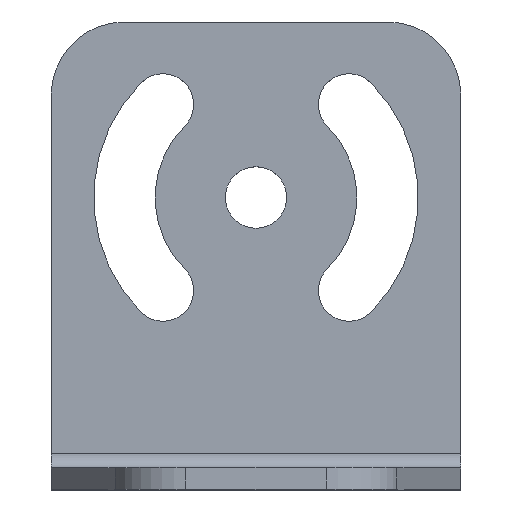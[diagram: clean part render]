
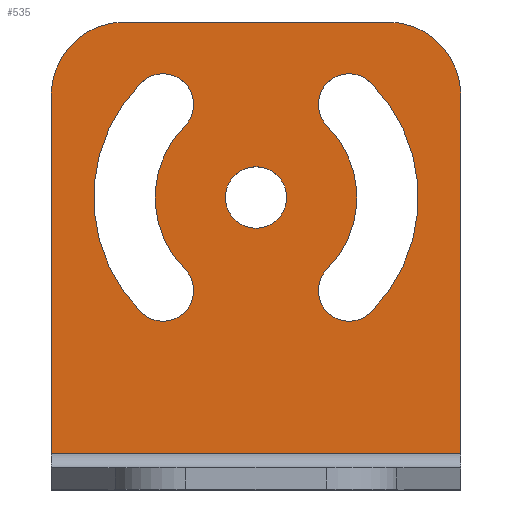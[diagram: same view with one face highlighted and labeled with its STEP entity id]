
A CAD part, top view. The second image highlights one B-rep face of the part: STEP entity #535.
In plain terms, the highlighted planar face has unit normal (0, 0, 1).
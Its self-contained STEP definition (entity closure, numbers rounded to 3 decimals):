
#55=CIRCLE('',#589,2.1);
#56=CIRCLE('',#591,11.1);
#57=CIRCLE('',#593,2.1);
#58=CIRCLE('',#595,2.1);
#59=CIRCLE('',#597,11.1);
#60=CIRCLE('',#599,2.1);
#61=CIRCLE('',#601,6.9);
#62=CIRCLE('',#603,6.9);
#63=CIRCLE('',#605,2.1);
#64=CIRCLE('',#607,5.);
#65=CIRCLE('',#608,5.);
#163=ORIENTED_EDGE('',*,*,#264,.T.);
#164=ORIENTED_EDGE('',*,*,#283,.T.);
#165=ORIENTED_EDGE('',*,*,#246,.T.);
#166=ORIENTED_EDGE('',*,*,#284,.F.);
#167=ORIENTED_EDGE('',*,*,#245,.T.);
#168=ORIENTED_EDGE('',*,*,#285,.T.);
#169=ORIENTED_EDGE('',*,*,#282,.T.);
#170=ORIENTED_EDGE('',*,*,#274,.T.);
#171=ORIENTED_EDGE('',*,*,#277,.T.);
#172=ORIENTED_EDGE('',*,*,#279,.T.);
#173=ORIENTED_EDGE('',*,*,#281,.T.);
#174=ORIENTED_EDGE('',*,*,#267,.T.);
#175=ORIENTED_EDGE('',*,*,#270,.T.);
#176=ORIENTED_EDGE('',*,*,#272,.T.);
#177=ORIENTED_EDGE('',*,*,#280,.T.);
#245=EDGE_CURVE('',#308,#311,#359,.T.);
#246=EDGE_CURVE('',#312,#313,#360,.T.);
#264=EDGE_CURVE('',#328,#327,#367,.T.);
#267=EDGE_CURVE('',#330,#329,#55,.T.);
#270=EDGE_CURVE('',#329,#331,#56,.T.);
#272=EDGE_CURVE('',#331,#332,#57,.T.);
#274=EDGE_CURVE('',#334,#333,#58,.T.);
#277=EDGE_CURVE('',#333,#335,#59,.T.);
#279=EDGE_CURVE('',#335,#336,#60,.T.);
#280=EDGE_CURVE('',#332,#330,#61,.T.);
#281=EDGE_CURVE('',#336,#334,#62,.T.);
#282=EDGE_CURVE('',#337,#337,#63,.T.);
#283=EDGE_CURVE('',#327,#312,#64,.T.);
#284=EDGE_CURVE('',#308,#313,#377,.T.);
#285=EDGE_CURVE('',#311,#328,#65,.T.);
#308=VERTEX_POINT('',#839);
#311=VERTEX_POINT('',#847);
#312=VERTEX_POINT('',#851);
#313=VERTEX_POINT('',#852);
#327=VERTEX_POINT('',#885);
#328=VERTEX_POINT('',#887);
#329=VERTEX_POINT('',#891);
#330=VERTEX_POINT('',#893);
#331=VERTEX_POINT('',#897);
#332=VERTEX_POINT('',#901);
#333=VERTEX_POINT('',#905);
#334=VERTEX_POINT('',#907);
#335=VERTEX_POINT('',#911);
#336=VERTEX_POINT('',#915);
#337=VERTEX_POINT('',#923);
#359=LINE('',#848,#401);
#360=LINE('',#850,#402);
#367=LINE('',#886,#409);
#377=LINE('',#926,#419);
#401=VECTOR('',#674,1000.);
#402=VECTOR('',#677,1000.);
#409=VECTOR('',#710,1000.);
#419=VECTOR('',#760,1000.);
#447=EDGE_LOOP('',(#163,#164,#165,#166,#167,#168));
#448=EDGE_LOOP('',(#169));
#449=EDGE_LOOP('',(#170,#171,#172,#173));
#450=EDGE_LOOP('',(#174,#175,#176,#177));
#487=FACE_BOUND('',#447,.T.);
#488=FACE_BOUND('',#448,.T.);
#489=FACE_BOUND('',#449,.T.);
#490=FACE_BOUND('',#450,.T.);
#512=PLANE('',#606);
#535=ADVANCED_FACE('',(#487,#488,#489,#490),#512,.T.);
#589=AXIS2_PLACEMENT_3D('',#892,#715,#716);
#591=AXIS2_PLACEMENT_3D('',#898,#721,#722);
#593=AXIS2_PLACEMENT_3D('',#902,#726,#727);
#595=AXIS2_PLACEMENT_3D('',#906,#731,#732);
#597=AXIS2_PLACEMENT_3D('',#912,#737,#738);
#599=AXIS2_PLACEMENT_3D('',#916,#742,#743);
#601=AXIS2_PLACEMENT_3D('',#918,#746,#747);
#603=AXIS2_PLACEMENT_3D('',#920,#750,#751);
#605=AXIS2_PLACEMENT_3D('',#922,#754,#755);
#606=AXIS2_PLACEMENT_3D('',#924,#756,#757);
#607=AXIS2_PLACEMENT_3D('',#925,#758,#759);
#608=AXIS2_PLACEMENT_3D('',#927,#761,#762);
#674=DIRECTION('',(0.,1.,0.));
#677=DIRECTION('',(0.,-1.,0.));
#710=DIRECTION('',(-1.,0.,0.));
#715=DIRECTION('',(0.,0.,-1.));
#716=DIRECTION('',(-1.,0.,0.));
#721=DIRECTION('',(0.,0.,-1.));
#722=DIRECTION('',(1.,0.,0.));
#726=DIRECTION('',(0.,0.,-1.));
#727=DIRECTION('',(-1.,0.,0.));
#731=DIRECTION('',(0.,0.,-1.));
#732=DIRECTION('',(1.,0.,0.));
#737=DIRECTION('',(0.,0.,-1.));
#738=DIRECTION('',(-1.,0.,0.));
#742=DIRECTION('',(0.,0.,-1.));
#743=DIRECTION('',(1.,0.,0.));
#746=DIRECTION('',(0.,0.,1.));
#747=DIRECTION('',(1.,0.,0.));
#750=DIRECTION('',(0.,0.,1.));
#751=DIRECTION('',(-1.,0.,0.));
#754=DIRECTION('',(0.,0.,-1.));
#755=DIRECTION('',(1.,0.,0.));
#756=DIRECTION('',(0.,0.,1.));
#757=DIRECTION('',(1.,0.,0.));
#758=DIRECTION('',(0.,0.,1.));
#759=DIRECTION('',(1.,0.,0.));
#760=DIRECTION('',(-1.,0.,0.));
#761=DIRECTION('',(0.,0.,1.));
#762=DIRECTION('',(1.,0.,0.));
#839=CARTESIAN_POINT('',(14.,2.5,1.5));
#847=CARTESIAN_POINT('',(14.,27.,1.5));
#848=CARTESIAN_POINT('',(14.,0.,1.5));
#850=CARTESIAN_POINT('',(-14.,32.,1.5));
#851=CARTESIAN_POINT('',(-14.,27.,1.5));
#852=CARTESIAN_POINT('',(-14.,2.5,1.5));
#885=CARTESIAN_POINT('',(-9.,32.,1.5));
#886=CARTESIAN_POINT('',(14.,32.,1.5));
#887=CARTESIAN_POINT('',(9.,32.,1.5));
#891=CARTESIAN_POINT('',(-7.849,12.151,1.5));
#892=CARTESIAN_POINT('',(-6.364,13.636,1.5));
#893=CARTESIAN_POINT('',(-4.879,15.121,1.5));
#897=CARTESIAN_POINT('',(-7.849,27.849,1.5));
#898=CARTESIAN_POINT('',(0.,20.,1.5));
#901=CARTESIAN_POINT('',(-4.879,24.879,1.5));
#902=CARTESIAN_POINT('',(-6.364,26.364,1.5));
#905=CARTESIAN_POINT('',(7.849,27.849,1.5));
#906=CARTESIAN_POINT('',(6.364,26.364,1.5));
#907=CARTESIAN_POINT('',(4.879,24.879,1.5));
#911=CARTESIAN_POINT('',(7.849,12.151,1.5));
#912=CARTESIAN_POINT('',(0.,20.,1.5));
#915=CARTESIAN_POINT('',(4.879,15.121,1.5));
#916=CARTESIAN_POINT('',(6.364,13.636,1.5));
#918=CARTESIAN_POINT('',(0.,20.,1.5));
#920=CARTESIAN_POINT('',(0.,20.,1.5));
#922=CARTESIAN_POINT('',(0.,20.,1.5));
#923=CARTESIAN_POINT('',(2.1,20.,1.5));
#924=CARTESIAN_POINT('',(0.,0.,1.5));
#925=CARTESIAN_POINT('',(-9.,27.,1.5));
#926=CARTESIAN_POINT('',(14.,2.5,1.5));
#927=CARTESIAN_POINT('',(9.,27.,1.5));
